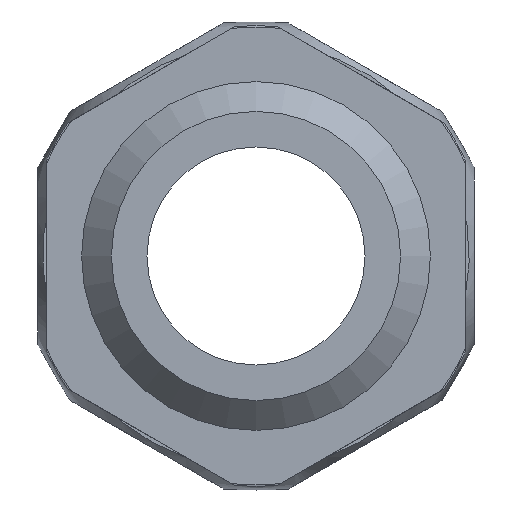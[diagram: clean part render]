
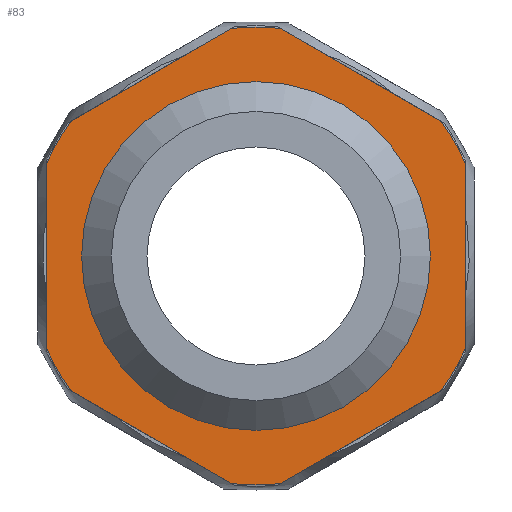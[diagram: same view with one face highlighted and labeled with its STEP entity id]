
A CAD part, left-side view. The second image highlights one B-rep face of the part: STEP entity #83.
In plain terms, the highlighted planar face has unit normal (-1, 0, 0).
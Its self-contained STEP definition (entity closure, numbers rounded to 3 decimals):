
#83 = ADVANCED_FACE( '', ( #151, #152 ), #153, .F. );
#151 = FACE_OUTER_BOUND( '', #320, .T. );
#152 = FACE_BOUND( '', #321, .T. );
#153 = PLANE( '', #322 );
#320 = EDGE_LOOP( '', ( #506, #507, #508, #509, #510, #511, #512, #513, #514, #515, #516, #517 ) );
#321 = EDGE_LOOP( '', ( #518 ) );
#322 = AXIS2_PLACEMENT_3D( '', #519, #520, #521 );
#506 = ORIENTED_EDGE( '', *, *, #889, .F. );
#507 = ORIENTED_EDGE( '', *, *, #890, .F. );
#508 = ORIENTED_EDGE( '', *, *, #891, .F. );
#509 = ORIENTED_EDGE( '', *, *, #888, .F. );
#510 = ORIENTED_EDGE( '', *, *, #892, .F. );
#511 = ORIENTED_EDGE( '', *, *, #893, .F. );
#512 = ORIENTED_EDGE( '', *, *, #894, .F. );
#513 = ORIENTED_EDGE( '', *, *, #895, .F. );
#514 = ORIENTED_EDGE( '', *, *, #896, .F. );
#515 = ORIENTED_EDGE( '', *, *, #897, .F. );
#516 = ORIENTED_EDGE( '', *, *, #898, .F. );
#517 = ORIENTED_EDGE( '', *, *, #899, .F. );
#518 = ORIENTED_EDGE( '', *, *, #900, .T. );
#519 = CARTESIAN_POINT( '', ( -10.25, 9.08, 0. ) );
#520 = DIRECTION( '', ( 1., 0., 0. ) );
#521 = DIRECTION( '', ( 0., 0., -1. ) );
#888 = EDGE_CURVE( '', #1046, #1044, #1048, .T. );
#889 = EDGE_CURVE( '', #1049, #1050, #1051, .T. );
#890 = EDGE_CURVE( '', #1052, #1049, #1053, .T. );
#891 = EDGE_CURVE( '', #1044, #1052, #1054, .T. );
#892 = EDGE_CURVE( '', #1055, #1046, #1056, .T. );
#893 = EDGE_CURVE( '', #1057, #1055, #1058, .T. );
#894 = EDGE_CURVE( '', #1059, #1057, #1060, .T. );
#895 = EDGE_CURVE( '', #1061, #1059, #1062, .T. );
#896 = EDGE_CURVE( '', #1063, #1061, #1064, .T. );
#897 = EDGE_CURVE( '', #1065, #1063, #1066, .T. );
#898 = EDGE_CURVE( '', #1067, #1065, #1068, .T. );
#899 = EDGE_CURVE( '', #1050, #1067, #1069, .T. );
#900 = EDGE_CURVE( '', #1070, #1070, #1071, .T. );
#1044 = VERTEX_POINT( '', #1669 );
#1046 = VERTEX_POINT( '', #1672 );
#1048 = CIRCLE( '', #1675, 13.125 );
#1049 = VERTEX_POINT( '', #1676 );
#1050 = VERTEX_POINT( '', #1677 );
#1051 = LINE( '', #1678, #1679 );
#1052 = VERTEX_POINT( '', #1680 );
#1053 = CIRCLE( '', #1681, 13.125 );
#1054 = LINE( '', #1682, #1683 );
#1055 = VERTEX_POINT( '', #1684 );
#1056 = LINE( '', #1685, #1686 );
#1057 = VERTEX_POINT( '', #1687 );
#1058 = CIRCLE( '', #1688, 13.125 );
#1059 = VERTEX_POINT( '', #1689 );
#1060 = LINE( '', #1690, #1691 );
#1061 = VERTEX_POINT( '', #1692 );
#1062 = CIRCLE( '', #1693, 13.125 );
#1063 = VERTEX_POINT( '', #1694 );
#1064 = LINE( '', #1695, #1696 );
#1065 = VERTEX_POINT( '', #1697 );
#1066 = CIRCLE( '', #1698, 13.125 );
#1067 = VERTEX_POINT( '', #1699 );
#1068 = LINE( '', #1700, #1701 );
#1069 = CIRCLE( '', #1702, 13.125 );
#1070 = VERTEX_POINT( '', #1703 );
#1071 = CIRCLE( '', #1704, 9.08 );
#1669 = CARTESIAN_POINT( '', ( -10.25, 1.396, -13.051 ) );
#1672 = CARTESIAN_POINT( '', ( -10.25, -1.396, -13.051 ) );
#1675 = AXIS2_PLACEMENT_3D( '', #1979, #1980, #1981 );
#1676 = CARTESIAN_POINT( '', ( -10.25, 12., -5.317 ) );
#1677 = CARTESIAN_POINT( '', ( -10.25, 12., 5.317 ) );
#1678 = CARTESIAN_POINT( '', ( -10.25, 12., -6.928 ) );
#1679 = VECTOR( '', #1982, 1000. );
#1680 = CARTESIAN_POINT( '', ( -10.25, 10.604, -7.734 ) );
#1681 = AXIS2_PLACEMENT_3D( '', #1983, #1984, #1985 );
#1682 = CARTESIAN_POINT( '', ( -10.25, 0., -13.856 ) );
#1683 = VECTOR( '', #1986, 1000. );
#1684 = CARTESIAN_POINT( '', ( -10.25, -10.604, -7.734 ) );
#1685 = CARTESIAN_POINT( '', ( -10.25, -12., -6.928 ) );
#1686 = VECTOR( '', #1987, 1000. );
#1687 = CARTESIAN_POINT( '', ( -10.25, -12., -5.317 ) );
#1688 = AXIS2_PLACEMENT_3D( '', #1988, #1989, #1990 );
#1689 = CARTESIAN_POINT( '', ( -10.25, -12., 5.317 ) );
#1690 = CARTESIAN_POINT( '', ( -10.25, -12., 6.928 ) );
#1691 = VECTOR( '', #1991, 1000. );
#1692 = CARTESIAN_POINT( '', ( -10.25, -10.604, 7.734 ) );
#1693 = AXIS2_PLACEMENT_3D( '', #1992, #1993, #1994 );
#1694 = CARTESIAN_POINT( '', ( -10.25, -1.396, 13.051 ) );
#1695 = CARTESIAN_POINT( '', ( -10.25, 0., 13.856 ) );
#1696 = VECTOR( '', #1995, 1000. );
#1697 = CARTESIAN_POINT( '', ( -10.25, 1.396, 13.051 ) );
#1698 = AXIS2_PLACEMENT_3D( '', #1996, #1997, #1998 );
#1699 = CARTESIAN_POINT( '', ( -10.25, 10.604, 7.734 ) );
#1700 = CARTESIAN_POINT( '', ( -10.25, 12., 6.928 ) );
#1701 = VECTOR( '', #1999, 1000. );
#1702 = AXIS2_PLACEMENT_3D( '', #2000, #2001, #2002 );
#1703 = CARTESIAN_POINT( '', ( -10.25, 0., -9.08 ) );
#1704 = AXIS2_PLACEMENT_3D( '', #2003, #2004, #2005 );
#1979 = CARTESIAN_POINT( '', ( -10.25, 0., 0. ) );
#1980 = DIRECTION( '', ( 1., 0., 0. ) );
#1981 = DIRECTION( '', ( 0., 0., -1. ) );
#1982 = DIRECTION( '', ( 0., 0., 1. ) );
#1983 = CARTESIAN_POINT( '', ( -10.25, 0., 0. ) );
#1984 = DIRECTION( '', ( 1., 0., 0. ) );
#1985 = DIRECTION( '', ( 0., 0., -1. ) );
#1986 = DIRECTION( '', ( 0., 0.866, 0.5 ) );
#1987 = DIRECTION( '', ( 0., 0.866, -0.5 ) );
#1988 = CARTESIAN_POINT( '', ( -10.25, 0., 0. ) );
#1989 = DIRECTION( '', ( 1., 0., 0. ) );
#1990 = DIRECTION( '', ( 0., 0., -1. ) );
#1991 = DIRECTION( '', ( 0., 0., -1. ) );
#1992 = CARTESIAN_POINT( '', ( -10.25, 0., 0. ) );
#1993 = DIRECTION( '', ( 1., 0., 0. ) );
#1994 = DIRECTION( '', ( 0., 0., -1. ) );
#1995 = DIRECTION( '', ( 0., -0.866, -0.5 ) );
#1996 = CARTESIAN_POINT( '', ( -10.25, 0., 0. ) );
#1997 = DIRECTION( '', ( 1., 0., 0. ) );
#1998 = DIRECTION( '', ( 0., 0., -1. ) );
#1999 = DIRECTION( '', ( 0., -0.866, 0.5 ) );
#2000 = CARTESIAN_POINT( '', ( -10.25, 0., 0. ) );
#2001 = DIRECTION( '', ( 1., 0., 0. ) );
#2002 = DIRECTION( '', ( 0., 0., -1. ) );
#2003 = CARTESIAN_POINT( '', ( -10.25, 0., 0. ) );
#2004 = DIRECTION( '', ( 1., 0., 0. ) );
#2005 = DIRECTION( '', ( 0., 0., -1. ) );
